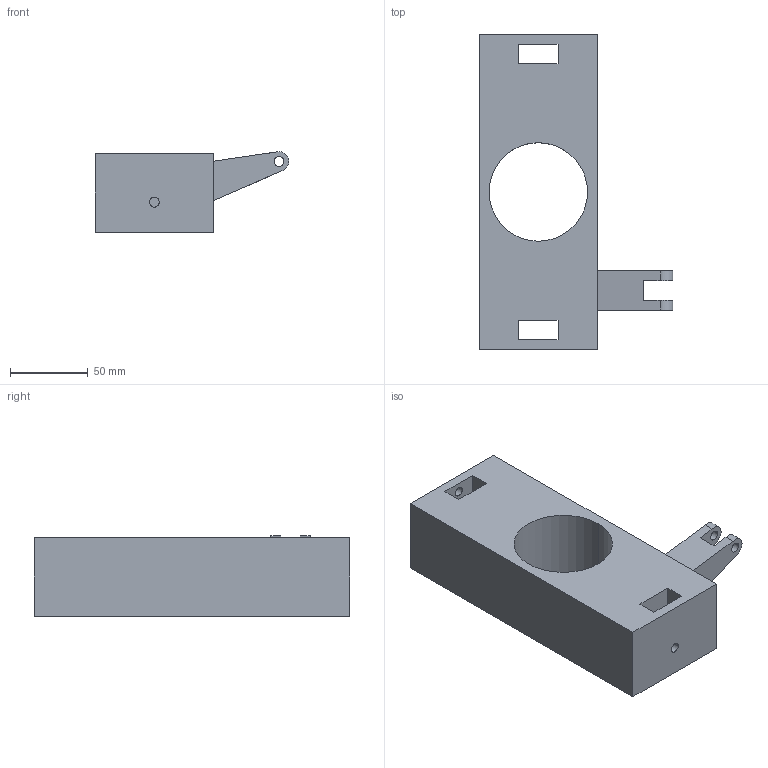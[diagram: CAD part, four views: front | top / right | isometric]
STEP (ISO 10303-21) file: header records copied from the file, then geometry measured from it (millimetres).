
FILE_DESCRIPTION (( 'STEP AP203' ), '1' );
FILE_NAME ('front upright (for sim)_Front right_sldprt.STEP', '2022-10-11T15:05:07', ( '' ), ( '' ), 'SwSTEP 2.0', 'SolidWorks 2021', '' );
FILE_SCHEMA (( 'CONFIG_CONTROL_DESIGN' ));
Length unit declared in the file: inch
Products named in the file (1): front upright (for sim)_Front right_sldprt
Bounding box: 124.79 x 203.2 x 52.09 mm (x, y, z)
Volume: 609213.1 mm3; surface area: 75136.3 mm2
Topology: 1 solids, 1 shells, 41 faces, 108 edges, 72 vertices
Faces by surface type: plane 23, cylinder 18
Entity records: 1385 total; most frequent: DIRECTION 228, CARTESIAN_POINT 222, ORIENTED_EDGE 216, EDGE_CURVE 108, AXIS2_PLACEMENT_3D 78, VERTEX_POINT 72, LINE 72, VECTOR 72
